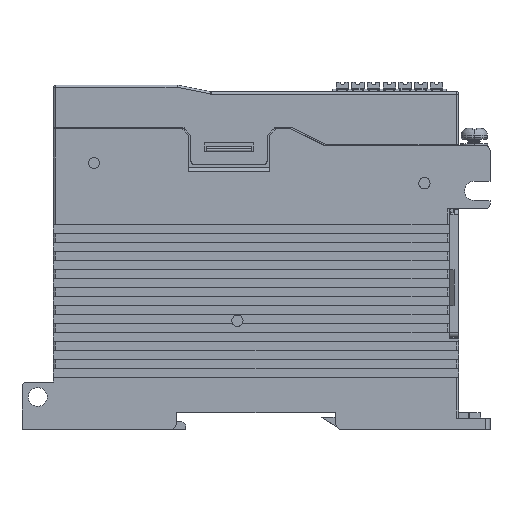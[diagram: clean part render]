
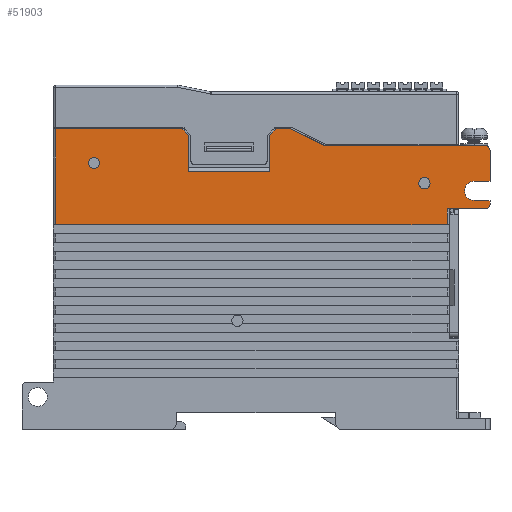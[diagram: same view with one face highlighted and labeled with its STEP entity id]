
A CAD part, top view. The second image highlights one B-rep face of the part: STEP entity #51903.
In plain terms, the highlighted planar face has unit normal (0, 0, 1).
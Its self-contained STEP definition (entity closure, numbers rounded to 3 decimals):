
#2331=DIRECTION('',(-1.,0.,0.));
#2332=VECTOR('',#2331,3.2);
#2333=CARTESIAN_POINT('',(7.7,66.8,12.5));
#2334=LINE('',#2333,#2332);
#2347=DIRECTION('',(-1.,0.,0.));
#2348=VECTOR('',#2347,28.);
#2349=CARTESIAN_POINT('',(-16.5,66.8,12.5));
#2350=LINE('',#2349,#2348);
#2423=DIRECTION('',(-1.,0.,0.));
#2424=VECTOR('',#2423,35.7);
#2425=CARTESIAN_POINT('',(51.,63.,12.5));
#2426=LINE('',#2425,#2424);
#2513=DIRECTION('',(1.,0.,0.));
#2514=VECTOR('',#2513,8.55);
#2515=CARTESIAN_POINT('',(42.45,49.,12.5));
#2516=LINE('',#2515,#2514);
#2885=DIRECTION('',(0.,1.,0.));
#2886=VECTOR('',#2885,3.5);
#2887=CARTESIAN_POINT('',(42.45,45.5,12.5));
#2888=LINE('',#2887,#2886);
#2889=DIRECTION('',(-1.,0.,0.));
#2890=VECTOR('',#2889,86.95);
#2891=CARTESIAN_POINT('',(42.45,45.5,12.5));
#2892=LINE('',#2891,#2890);
#2893=DIRECTION('',(0.,-1.,0.));
#2894=VECTOR('',#2893,21.3);
#2895=CARTESIAN_POINT('',(-44.5,66.8,12.5));
#2896=LINE('',#2895,#2894);
#2897=DIRECTION('',(-0.707,0.707,0.));
#2898=VECTOR('',#2897,2.121);
#2899=CARTESIAN_POINT('',(-15.,65.3,12.5));
#2900=LINE('',#2899,#2898);
#2901=DIRECTION('',(-1.,0.,0.));
#2902=VECTOR('',#2901,18.);
#2903=CARTESIAN_POINT('',(3.,57.25,12.5));
#2904=LINE('',#2903,#2902);
#2905=DIRECTION('',(-0.707,-0.707,0.));
#2906=VECTOR('',#2905,2.121);
#2907=CARTESIAN_POINT('',(4.5,66.8,12.5));
#2908=LINE('',#2907,#2906);
#2909=DIRECTION('',(-0.894,0.447,0.));
#2910=VECTOR('',#2909,8.497);
#2911=CARTESIAN_POINT('',(15.3,63.,12.5));
#2912=LINE('',#2911,#2910);
#2913=CARTESIAN_POINT('',(51.,62.,12.5));
#2914=DIRECTION('',(0.,0.,1.));
#2915=DIRECTION('',(1.,0.,0.));
#2916=AXIS2_PLACEMENT_3D('',#2913,#2914,#2915);
#2918=DIRECTION('',(0.,1.,0.));
#2919=VECTOR('',#2918,6.85);
#2920=CARTESIAN_POINT('',(52.,55.15,12.5));
#2921=LINE('',#2920,#2919);
#2922=DIRECTION('',(-1.,0.,0.));
#2923=VECTOR('',#2922,3.5);
#2924=CARTESIAN_POINT('',(52.,55.15,12.5));
#2925=LINE('',#2924,#2923);
#2926=CARTESIAN_POINT('',(48.5,53.,12.5));
#2927=DIRECTION('',(0.,0.,1.));
#2928=DIRECTION('',(0.,1.,0.));
#2929=AXIS2_PLACEMENT_3D('',#2926,#2927,#2928);
#2931=DIRECTION('',(-1.,0.,0.));
#2932=VECTOR('',#2931,3.5);
#2933=CARTESIAN_POINT('',(52.,50.85,12.5));
#2934=LINE('',#2933,#2932);
#2935=DIRECTION('',(0.,1.,0.));
#2936=VECTOR('',#2935,0.85);
#2937=CARTESIAN_POINT('',(52.,50.,12.5));
#2938=LINE('',#2937,#2936);
#2939=CARTESIAN_POINT('',(51.,50.,12.5));
#2940=DIRECTION('',(0.,0.,1.));
#2941=DIRECTION('',(0.,-1.,0.));
#2942=AXIS2_PLACEMENT_3D('',#2939,#2940,#2941);
#2944=CARTESIAN_POINT('',(37.422,54.695,12.5));
#2945=DIRECTION('',(0.,0.,-1.));
#2946=DIRECTION('',(0.,1.,0.));
#2947=AXIS2_PLACEMENT_3D('',#2944,#2945,#2946);
#2949=CARTESIAN_POINT('',(37.422,54.695,12.5));
#2950=DIRECTION('',(0.,0.,-1.));
#2951=DIRECTION('',(0.,-1.,0.));
#2952=AXIS2_PLACEMENT_3D('',#2949,#2950,#2951);
#2954=CARTESIAN_POINT('',(-36.,59.2,12.5));
#2955=DIRECTION('',(0.,0.,-1.));
#2956=DIRECTION('',(0.,1.,0.));
#2957=AXIS2_PLACEMENT_3D('',#2954,#2955,#2956);
#2959=CARTESIAN_POINT('',(-36.,59.2,12.5));
#2960=DIRECTION('',(0.,0.,-1.));
#2961=DIRECTION('',(0.,-1.,0.));
#2962=AXIS2_PLACEMENT_3D('',#2959,#2960,#2961);
#2972=DIRECTION('',(0.,1.,0.));
#2973=VECTOR('',#2972,8.05);
#2974=CARTESIAN_POINT('',(-15.,57.25,12.5));
#2975=LINE('',#2974,#2973);
#3000=DIRECTION('',(0.,-1.,0.));
#3001=VECTOR('',#3000,8.05);
#3002=CARTESIAN_POINT('',(3.,65.3,12.5));
#3003=LINE('',#3002,#3001);
#38356=CARTESIAN_POINT('',(48.5,55.15,12.5));
#38357=CARTESIAN_POINT('',(48.5,50.85,12.5));
#38358=VERTEX_POINT('',#38356);
#38359=VERTEX_POINT('',#38357);
#38360=CARTESIAN_POINT('',(52.,50.85,12.5));
#38361=VERTEX_POINT('',#38360);
#38362=CARTESIAN_POINT('',(52.,55.15,12.5));
#38363=VERTEX_POINT('',#38362);
#38420=CARTESIAN_POINT('',(15.3,63.,12.5));
#38421=CARTESIAN_POINT('',(7.7,66.8,12.5));
#38422=VERTEX_POINT('',#38420);
#38423=VERTEX_POINT('',#38421);
#38550=CARTESIAN_POINT('',(51.,49.,12.5));
#38551=VERTEX_POINT('',#38550);
#38552=CARTESIAN_POINT('',(52.,50.,12.5));
#38553=VERTEX_POINT('',#38552);
#38556=CARTESIAN_POINT('',(52.,62.,12.5));
#38557=VERTEX_POINT('',#38556);
#38558=CARTESIAN_POINT('',(51.,63.,12.5));
#38559=VERTEX_POINT('',#38558);
#38594=CARTESIAN_POINT('',(37.422,55.945,12.5));
#38595=CARTESIAN_POINT('',(37.422,53.445,12.5));
#38596=VERTEX_POINT('',#38594);
#38597=VERTEX_POINT('',#38595);
#38598=CARTESIAN_POINT('',(-36.,60.45,12.5));
#38599=CARTESIAN_POINT('',(-36.,57.95,12.5));
#38600=VERTEX_POINT('',#38598);
#38601=VERTEX_POINT('',#38599);
#38614=CARTESIAN_POINT('',(3.,57.25,12.5));
#38615=CARTESIAN_POINT('',(-15.,57.25,12.5));
#38616=VERTEX_POINT('',#38614);
#38617=VERTEX_POINT('',#38615);
#38618=CARTESIAN_POINT('',(3.,65.3,12.5));
#38619=VERTEX_POINT('',#38618);
#38620=CARTESIAN_POINT('',(-15.,65.3,12.5));
#38621=VERTEX_POINT('',#38620);
#38654=CARTESIAN_POINT('',(-16.5,66.8,12.5));
#38655=VERTEX_POINT('',#38654);
#38656=CARTESIAN_POINT('',(4.5,66.8,12.5));
#38657=VERTEX_POINT('',#38656);
#38766=CARTESIAN_POINT('',(42.45,45.5,12.5));
#38767=VERTEX_POINT('',#38766);
#38768=CARTESIAN_POINT('',(42.45,49.,12.5));
#38769=VERTEX_POINT('',#38768);
#38834=CARTESIAN_POINT('',(-44.5,45.5,12.5));
#38836=VERTEX_POINT('',#38834);
#38840=CARTESIAN_POINT('',(-44.5,66.8,12.5));
#38841=VERTEX_POINT('',#38840);
#51852=CARTESIAN_POINT('',(0.,5.7,12.5));
#51853=DIRECTION('',(0.,0.,1.));
#51854=DIRECTION('',(1.,0.,0.));
#51855=AXIS2_PLACEMENT_3D('',#51852,#51853,#51854);
#51856=PLANE('',#51855);
#51857=ORIENTED_EDGE('',*,*,#51839,.F.);
#51858=ORIENTED_EDGE('',*,*,#51820,.T.);
#51859=ORIENTED_EDGE('',*,*,#51796,.F.);
#51860=ORIENTED_EDGE('',*,*,#51275,.F.);
#51862=ORIENTED_EDGE('',*,*,#51861,.F.);
#51864=ORIENTED_EDGE('',*,*,#51863,.F.);
#51866=ORIENTED_EDGE('',*,*,#51865,.F.);
#51868=ORIENTED_EDGE('',*,*,#51867,.F.);
#51870=ORIENTED_EDGE('',*,*,#51869,.F.);
#51871=ORIENTED_EDGE('',*,*,#51253,.F.);
#51872=ORIENTED_EDGE('',*,*,#51304,.F.);
#51873=ORIENTED_EDGE('',*,*,#51351,.F.);
#51875=ORIENTED_EDGE('',*,*,#51874,.F.);
#51877=ORIENTED_EDGE('',*,*,#51876,.F.);
#51879=ORIENTED_EDGE('',*,*,#51878,.T.);
#51881=ORIENTED_EDGE('',*,*,#51880,.T.);
#51883=ORIENTED_EDGE('',*,*,#51882,.F.);
#51885=ORIENTED_EDGE('',*,*,#51884,.F.);
#51887=ORIENTED_EDGE('',*,*,#51886,.F.);
#51888=ORIENTED_EDGE('',*,*,#51561,.F.);
#51889=EDGE_LOOP('',(#51857,#51858,#51859,#51860,#51862,#51864,#51866,#51868,
#51870,#51871,#51872,#51873,#51875,#51877,#51879,#51881,#51883,#51885,#51887,
#51888));
#51890=FACE_OUTER_BOUND('',#51889,.F.);
#51892=ORIENTED_EDGE('',*,*,#51891,.F.);
#51894=ORIENTED_EDGE('',*,*,#51893,.F.);
#51895=EDGE_LOOP('',(#51892,#51894));
#51896=FACE_BOUND('',#51895,.F.);
#51898=ORIENTED_EDGE('',*,*,#51897,.F.);
#51900=ORIENTED_EDGE('',*,*,#51899,.F.);
#51901=EDGE_LOOP('',(#51898,#51900));
#51902=FACE_BOUND('',#51901,.F.);
#2917=CIRCLE('',#2916,1.);
#2930=CIRCLE('',#2929,2.15);
#2943=CIRCLE('',#2942,1.);
#2948=CIRCLE('',#2947,1.25);
#2953=CIRCLE('',#2952,1.25);
#2958=CIRCLE('',#2957,1.25);
#2963=CIRCLE('',#2962,1.25);
#51253=EDGE_CURVE('',#38423,#38657,#2334,.T.);
#51275=EDGE_CURVE('',#38655,#38841,#2350,.T.);
#51304=EDGE_CURVE('',#38422,#38423,#2912,.T.);
#51351=EDGE_CURVE('',#38559,#38422,#2426,.T.);
#51561=EDGE_CURVE('',#38769,#38551,#2516,.T.);
#51796=EDGE_CURVE('',#38841,#38836,#2896,.T.);
#51820=EDGE_CURVE('',#38767,#38836,#2892,.T.);
#51839=EDGE_CURVE('',#38767,#38769,#2888,.T.);
#51861=EDGE_CURVE('',#38621,#38655,#2900,.T.);
#51863=EDGE_CURVE('',#38617,#38621,#2975,.T.);
#51865=EDGE_CURVE('',#38616,#38617,#2904,.T.);
#51867=EDGE_CURVE('',#38619,#38616,#3003,.T.);
#51869=EDGE_CURVE('',#38657,#38619,#2908,.T.);
#51874=EDGE_CURVE('',#38557,#38559,#2917,.T.);
#51876=EDGE_CURVE('',#38363,#38557,#2921,.T.);
#51878=EDGE_CURVE('',#38363,#38358,#2925,.T.);
#51880=EDGE_CURVE('',#38358,#38359,#2930,.T.);
#51882=EDGE_CURVE('',#38361,#38359,#2934,.T.);
#51884=EDGE_CURVE('',#38553,#38361,#2938,.T.);
#51886=EDGE_CURVE('',#38551,#38553,#2943,.T.);
#51891=EDGE_CURVE('',#38596,#38597,#2948,.T.);
#51893=EDGE_CURVE('',#38597,#38596,#2953,.T.);
#51897=EDGE_CURVE('',#38600,#38601,#2958,.T.);
#51899=EDGE_CURVE('',#38601,#38600,#2963,.T.);
#51903=ADVANCED_FACE('',(#51890,#51896,#51902),#51856,.T.);
